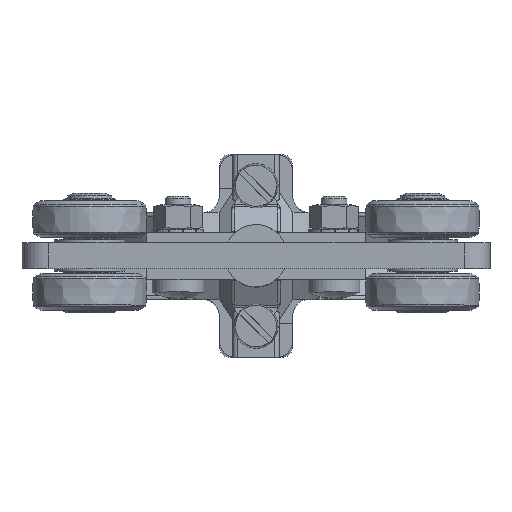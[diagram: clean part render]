
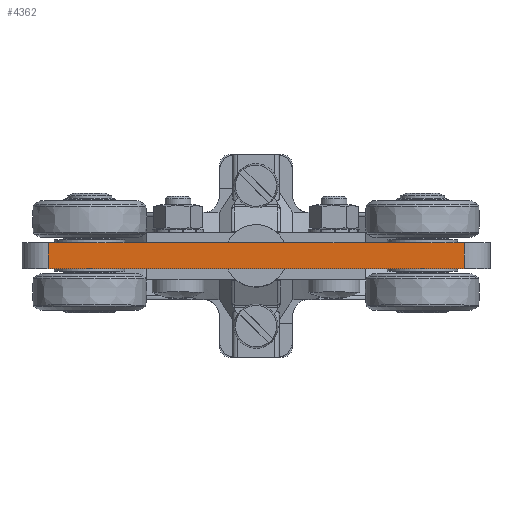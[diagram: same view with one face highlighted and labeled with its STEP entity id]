
A CAD part, top view. The second image highlights one B-rep face of the part: STEP entity #4362.
In plain terms, the highlighted face is planar.
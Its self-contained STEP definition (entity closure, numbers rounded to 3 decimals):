
#4362=ADVANCED_FACE('NONE',(#6682),#6683,.T.);
#6682=FACE_OUTER_BOUND('',#9897,.T.);
#6683=PLANE('',#9898);
#9897=EDGE_LOOP('',(#19296,#19297,#19298,#19299));
#9898=AXIS2_PLACEMENT_3D('',#19300,#19301,#19302);
#19296=ORIENTED_EDGE('',*,*,#24187,.T.);
#19297=ORIENTED_EDGE('',*,*,#24188,.T.);
#19298=ORIENTED_EDGE('',*,*,#24189,.F.);
#19299=ORIENTED_EDGE('',*,*,#24190,.T.);
#19300=CARTESIAN_POINT('',(45.,0.,-5.));
#19301=DIRECTION('',(0.,1.,0.));
#19302=DIRECTION('',(1.,0.,0.));
#24187=EDGE_CURVE('NONE',#27071,#27072,#27073,.T.);
#24188=EDGE_CURVE('NONE',#27072,#27074,#27075,.T.);
#24189=EDGE_CURVE('NONE',#27076,#27074,#27077,.T.);
#24190=EDGE_CURVE('NONE',#27076,#27071,#27078,.T.);
#27071=VERTEX_POINT('NONE',#32077);
#27072=VERTEX_POINT('NONE',#32078);
#27073=LINE('',#32079,#32080);
#27074=VERTEX_POINT('NONE',#32081);
#27075=LINE('',#32082,#32083);
#27076=VERTEX_POINT('NONE',#32084);
#27077=LINE('',#32085,#32086);
#27078=LINE('',#32087,#32088);
#32077=CARTESIAN_POINT('',(40.,0.,-5.));
#32078=CARTESIAN_POINT('',(-40.,0.,-5.));
#32079=CARTESIAN_POINT('',(45.,0.,-5.));
#32080=VECTOR('',#39554,1.);
#32081=CARTESIAN_POINT('',(-40.,0.,0.));
#32082=CARTESIAN_POINT('',(-40.,0.,-5.));
#32083=VECTOR('',#39555,1.);
#32084=CARTESIAN_POINT('',(40.,0.,0.));
#32085=CARTESIAN_POINT('',(45.,0.,0.));
#32086=VECTOR('',#39556,1.);
#32087=CARTESIAN_POINT('',(40.,0.,-5.));
#32088=VECTOR('',#39557,1.);
#39554=DIRECTION('',(-1.,0.,0.));
#39555=DIRECTION('',(0.,0.,1.));
#39556=DIRECTION('',(-1.,0.,0.));
#39557=DIRECTION('',(0.,0.,-1.));
